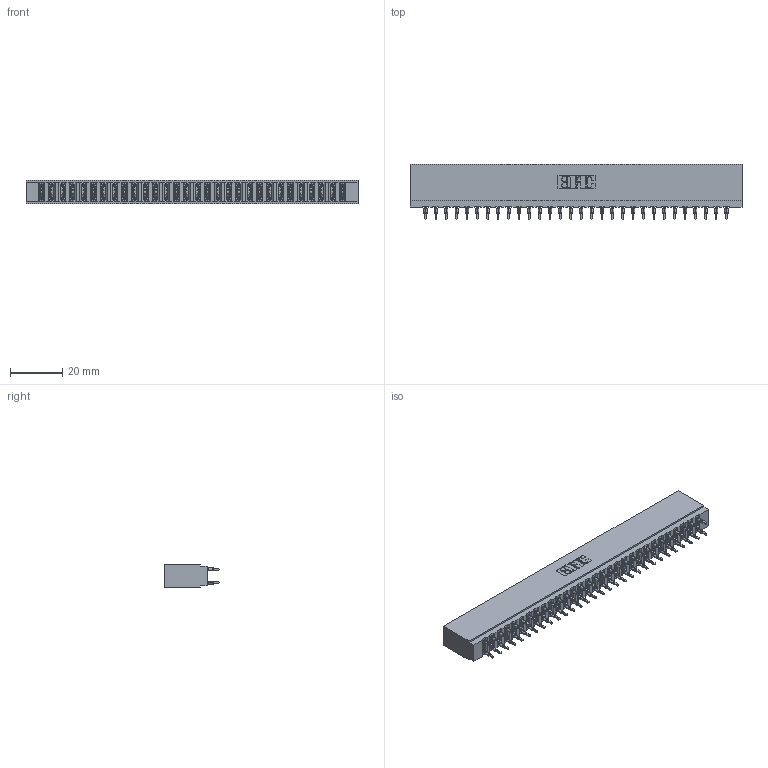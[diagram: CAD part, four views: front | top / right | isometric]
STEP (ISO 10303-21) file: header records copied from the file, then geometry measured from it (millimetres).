
FILE_DESCRIPTION (( 'STEP AP203' ), '1' );
FILE_NAME ('737-060-560-201.STEP', '2026-03-06T00:25:37', ( '' ), ( '' ), 'SwSTEP 2.0', 'SolidWorks 2023', '' );
FILE_SCHEMA (( 'CONFIG_CONTROL_DESIGN' ));
Length unit declared in the file: millimetre
Products named in the file (3): 737-060-560-201; 745-292-001_560; 737 Part_Insulator Option - 01
Assembly tree (61 placements, depth 2):
  737-060-560-201
    737 Part_Insulator Option - 01
    745-292-001_560  x60
Bounding box: 126.75 x 21.22 x 8.89 mm (x, y, z)
Volume: 12764.3 mm3; surface area: 19713.7 mm2
Topology: 61 solids, 61 shells, 6034 faces, 16515 edges, 10490 vertices
Faces by surface type: plane 3144, cylinder 1330, bspline 1200, torus 360
Entity records: 53424 total; most frequent: CARTESIAN_POINT 9783, ORIENTED_EDGE 9194, DIRECTION 8039, EDGE_CURVE 4597, VECTOR 4227, LINE 4227, VERTEX_POINT 2938, AXIS2_PLACEMENT_3D 1906
